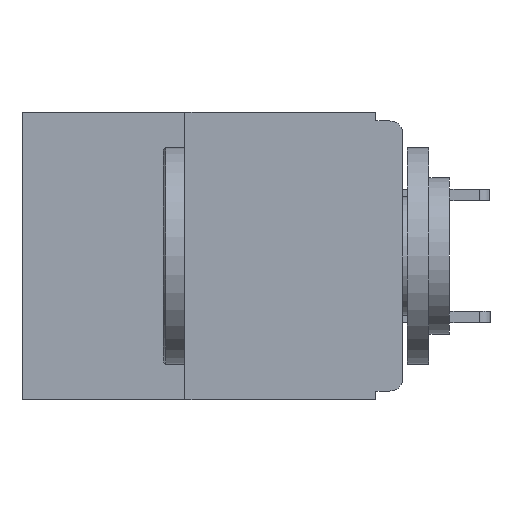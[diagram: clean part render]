
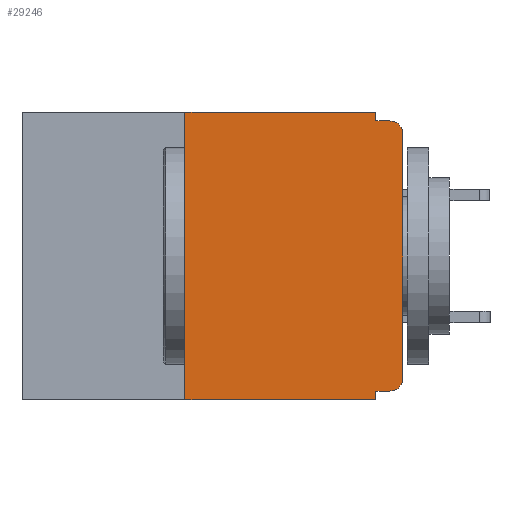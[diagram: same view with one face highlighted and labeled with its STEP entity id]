
A CAD part, left-side view. The second image highlights one B-rep face of the part: STEP entity #29246.
In plain terms, the highlighted planar face has unit normal (-1, 0, 0).
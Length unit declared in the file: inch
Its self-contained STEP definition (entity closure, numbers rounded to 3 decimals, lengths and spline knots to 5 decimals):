
#1127 = CARTESIAN_POINT ( 'NONE',  ( 0., 0.031, -0.33 ) ) ;
#1445 = DIRECTION ( 'NONE',  ( 1., 0., 0. ) ) ;
#1774 = VECTOR ( 'NONE', #30773, 39.37008 ) ;
#1963 = EDGE_CURVE ( 'NONE', #18135, #31045, #3433, .T. ) ;
#2042 = EDGE_LOOP ( 'NONE', ( #10784, #7203, #10838, #21533, #15897, #4661, #25443, #29799, #12822, #10840 ) ) ;
#2154 = VECTOR ( 'NONE', #15333, 39.37008 ) ;
#3433 = LINE ( 'NONE', #21468, #24148 ) ;
#3478 = CARTESIAN_POINT ( 'NONE',  ( 0., 0.031, 0. ) ) ;
#4659 = EDGE_CURVE ( 'NONE', #14036, #6694, #9018, .T. ) ;
#4661 = ORIENTED_EDGE ( 'NONE', *, *, #16270, .F. ) ;
#4943 = VECTOR ( 'NONE', #6790, 39.37008 ) ;
#5723 = CARTESIAN_POINT ( 'NONE',  ( 0., 0.015, -0.305 ) ) ;
#5797 = CARTESIAN_POINT ( 'NONE',  ( 0., 0.031, -0.32 ) ) ;
#6535 = VERTEX_POINT ( 'NONE', #16267 ) ;
#6694 = VERTEX_POINT ( 'NONE', #14452 ) ;
#6790 = DIRECTION ( 'NONE',  ( 0., -1., 0. ) ) ;
#6992 = VERTEX_POINT ( 'NONE', #12494 ) ;
#7203 = ORIENTED_EDGE ( 'NONE', *, *, #13565, .T. ) ;
#7299 = EDGE_CURVE ( 'NONE', #6535, #28704, #26455, .T. ) ;
#7554 = CARTESIAN_POINT ( 'NONE',  ( 0., 0.437, -0.33 ) ) ;
#8501 = DIRECTION ( 'NONE',  ( 0., 0., -1. ) ) ;
#8969 = CARTESIAN_POINT ( 'NONE',  ( 0., 0.015, -0.025 ) ) ;
#9018 = LINE ( 'NONE', #28183, #1774 ) ;
#9207 = CARTESIAN_POINT ( 'NONE',  ( 0., 0.031, 0. ) ) ;
#10289 = AXIS2_PLACEMENT_3D ( 'NONE', #5723, #24578, #8501 ) ;
#10408 = EDGE_CURVE ( 'NONE', #27719, #26970, #15197, .T. ) ;
#10784 = ORIENTED_EDGE ( 'NONE', *, *, #4659, .T. ) ;
#10838 = ORIENTED_EDGE ( 'NONE', *, *, #10408, .F. ) ;
#10840 = ORIENTED_EDGE ( 'NONE', *, *, #15819, .T. ) ;
#10864 = CIRCLE ( 'NONE', #10289, 0.015 ) ;
#11642 = DIRECTION ( 'NONE',  ( 0., 0., -1. ) ) ;
#12259 = CARTESIAN_POINT ( 'NONE',  ( 0., 0.437, 0. ) ) ;
#12379 = DIRECTION ( 'NONE',  ( 0., 1., 0. ) ) ;
#12494 = CARTESIAN_POINT ( 'NONE',  ( 0., 0.015, -0.32 ) ) ;
#12633 = CARTESIAN_POINT ( 'NONE',  ( 0., 0.031, -0.33 ) ) ;
#12666 = VECTOR ( 'NONE', #27727, 39.37008 ) ;
#12822 = ORIENTED_EDGE ( 'NONE', *, *, #16111, .F. ) ;
#13565 = EDGE_CURVE ( 'NONE', #6694, #26970, #13769, .T. ) ;
#13769 = CIRCLE ( 'NONE', #26439, 0.015 ) ;
#14036 = VERTEX_POINT ( 'NONE', #18822 ) ;
#14098 = LINE ( 'NONE', #3478, #19531 ) ;
#14452 = CARTESIAN_POINT ( 'NONE',  ( 0., 0., -0.025 ) ) ;
#15197 = LINE ( 'NONE', #27110, #12666 ) ;
#15333 = DIRECTION ( 'NONE',  ( 0., 0., -1. ) ) ;
#15819 = EDGE_CURVE ( 'NONE', #6992, #14036, #10864, .T. ) ;
#15897 = ORIENTED_EDGE ( 'NONE', *, *, #1963, .F. ) ;
#16111 = EDGE_CURVE ( 'NONE', #6992, #27871, #27629, .T. ) ;
#16267 = CARTESIAN_POINT ( 'NONE',  ( 0., 0.25, -0.33 ) ) ;
#16270 = EDGE_CURVE ( 'NONE', #6535, #18135, #18014, .T. ) ;
#17400 = LINE ( 'NONE', #12633, #2154 ) ;
#17772 = CARTESIAN_POINT ( 'NONE',  ( 0., 0., -0.32 ) ) ;
#18014 = LINE ( 'NONE', #18451, #22658 ) ;
#18135 = VERTEX_POINT ( 'NONE', #34295 ) ;
#18451 = CARTESIAN_POINT ( 'NONE',  ( 0., 0.25, -0.33 ) ) ;
#18822 = CARTESIAN_POINT ( 'NONE',  ( 0., 0., -0.305 ) ) ;
#19478 = EDGE_CURVE ( 'NONE', #31045, #27719, #14098, .T. ) ;
#19531 = VECTOR ( 'NONE', #25090, 39.37008 ) ;
#20369 = DIRECTION ( 'NONE',  ( 0., 0., -1. ) ) ;
#21072 = FACE_OUTER_BOUND ( 'NONE', #2042, .T. ) ;
#21197 = DIRECTION ( 'NONE',  ( 0., 0., 1. ) ) ;
#21249 = DIRECTION ( 'NONE',  ( 0., -1., 0. ) ) ;
#21468 = CARTESIAN_POINT ( 'NONE',  ( 0., 0.437, 0. ) ) ;
#21533 = ORIENTED_EDGE ( 'NONE', *, *, #19478, .F. ) ;
#22658 = VECTOR ( 'NONE', #21197, 39.37008 ) ;
#24074 = CARTESIAN_POINT ( 'NONE',  ( 0., 0.031, -0.01 ) ) ;
#24148 = VECTOR ( 'NONE', #21249, 39.37008 ) ;
#24553 = CARTESIAN_POINT ( 'NONE',  ( 0., 0.015, -0.01 ) ) ;
#24578 = DIRECTION ( 'NONE',  ( -1., 0., 0. ) ) ;
#25090 = DIRECTION ( 'NONE',  ( 0., 0., -1. ) ) ;
#25329 = AXIS2_PLACEMENT_3D ( 'NONE', #12259, #1445, #20369 ) ;
#25443 = ORIENTED_EDGE ( 'NONE', *, *, #7299, .T. ) ;
#26439 = AXIS2_PLACEMENT_3D ( 'NONE', #8969, #27696, #11642 ) ;
#26455 = LINE ( 'NONE', #7554, #4943 ) ;
#26970 = VERTEX_POINT ( 'NONE', #24553 ) ;
#27110 = CARTESIAN_POINT ( 'NONE',  ( 0., 0., -0.01 ) ) ;
#27629 = LINE ( 'NONE', #17772, #34553 ) ;
#27696 = DIRECTION ( 'NONE',  ( -1., 0., 0. ) ) ;
#27719 = VERTEX_POINT ( 'NONE', #24074 ) ;
#27727 = DIRECTION ( 'NONE',  ( 0., -1., 0. ) ) ;
#27871 = VERTEX_POINT ( 'NONE', #5797 ) ;
#28183 = CARTESIAN_POINT ( 'NONE',  ( 0., 0., 0. ) ) ;
#28704 = VERTEX_POINT ( 'NONE', #1127 ) ;
#29246 = ADVANCED_FACE ( 'NONE', ( #21072 ), #33422, .F. ) ;
#29799 = ORIENTED_EDGE ( 'NONE', *, *, #33515, .F. ) ;
#30773 = DIRECTION ( 'NONE',  ( 0., 0., 1. ) ) ;
#31045 = VERTEX_POINT ( 'NONE', #9207 ) ;
#33422 = PLANE ( 'NONE',  #25329 ) ;
#33515 = EDGE_CURVE ( 'NONE', #27871, #28704, #17400, .T. ) ;
#34295 = CARTESIAN_POINT ( 'NONE',  ( 0., 0.25, 0. ) ) ;
#34553 = VECTOR ( 'NONE', #12379, 39.37008 ) ;
